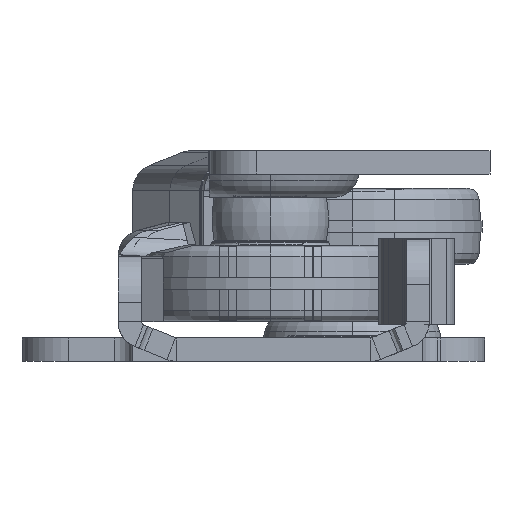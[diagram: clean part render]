
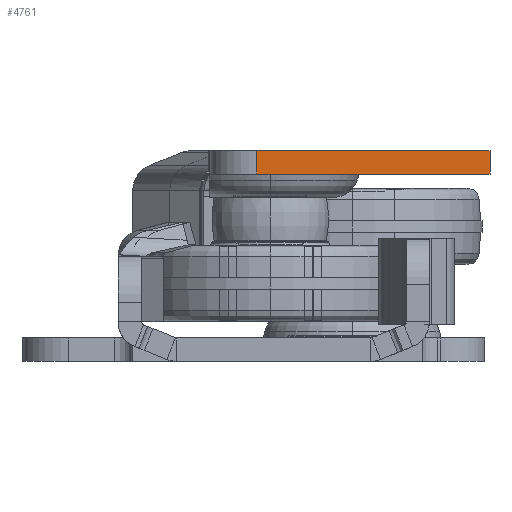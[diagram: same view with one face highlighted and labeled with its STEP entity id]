
A CAD part, left-side view. The second image highlights one B-rep face of the part: STEP entity #4761.
In plain terms, the highlighted face is planar.
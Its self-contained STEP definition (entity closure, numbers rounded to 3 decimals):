
#223 = LINE ( 'NONE', #4223, #4026 ) ;
#562 = PLANE ( 'NONE',  #4574 ) ;
#839 = ORIENTED_EDGE ( 'NONE', *, *, #4557, .T. ) ;
#1426 = EDGE_LOOP ( 'NONE', ( #12236, #839, #4200, #3330 ) ) ;
#1995 = DIRECTION ( 'NONE',  ( 0., -1., 0. ) ) ;
#2411 = DIRECTION ( 'NONE',  ( 0., -1., 0. ) ) ;
#3296 = LINE ( 'NONE', #13917, #8223 ) ;
#3330 = ORIENTED_EDGE ( 'NONE', *, *, #12269, .T. ) ;
#3962 = CARTESIAN_POINT ( 'NONE',  ( 0., -11.75, 0. ) ) ;
#3982 = EDGE_CURVE ( 'NONE', #13380, #4554, #3296, .T. ) ;
#4026 = VECTOR ( 'NONE', #6836, 1000. ) ;
#4192 = CARTESIAN_POINT ( 'NONE',  ( 0., -11.75, -2. ) ) ;
#4200 = ORIENTED_EDGE ( 'NONE', *, *, #9466, .T. ) ;
#4223 = CARTESIAN_POINT ( 'NONE',  ( 0., 8.15, 0. ) ) ;
#4270 = DIRECTION ( 'NONE',  ( 0., 0., 1. ) ) ;
#4554 = VERTEX_POINT ( 'NONE', #3962 ) ;
#4557 = EDGE_CURVE ( 'NONE', #13380, #8107, #223, .T. ) ;
#4574 = AXIS2_PLACEMENT_3D ( 'NONE', #7175, #12653, #15353 ) ;
#4729 = VECTOR ( 'NONE', #2411, 1000. ) ;
#4761 = ADVANCED_FACE ( 'NONE', ( #13873 ), #562, .T. ) ;
#6406 = CARTESIAN_POINT ( 'NONE',  ( 0., 8.15, -2. ) ) ;
#6836 = DIRECTION ( 'NONE',  ( 0., 0., -1. ) ) ;
#7175 = CARTESIAN_POINT ( 'NONE',  ( 0., -11.75, -2. ) ) ;
#8107 = VERTEX_POINT ( 'NONE', #6406 ) ;
#8223 = VECTOR ( 'NONE', #1995, 1000. ) ;
#9172 = CARTESIAN_POINT ( 'NONE',  ( 0., -11.75, -2. ) ) ;
#9336 = CARTESIAN_POINT ( 'NONE',  ( 0., 8.15, 0. ) ) ;
#9466 = EDGE_CURVE ( 'NONE', #8107, #13442, #14564, .T. ) ;
#10068 = VECTOR ( 'NONE', #4270, 1000. ) ;
#10897 = LINE ( 'NONE', #4192, #10068 ) ;
#12236 = ORIENTED_EDGE ( 'NONE', *, *, #3982, .F. ) ;
#12269 = EDGE_CURVE ( 'NONE', #13442, #4554, #10897, .T. ) ;
#12653 = DIRECTION ( 'NONE',  ( -1., 0., 0. ) ) ;
#13380 = VERTEX_POINT ( 'NONE', #9336 ) ;
#13442 = VERTEX_POINT ( 'NONE', #9172 ) ;
#13873 = FACE_OUTER_BOUND ( 'NONE', #1426, .T. ) ;
#13917 = CARTESIAN_POINT ( 'NONE',  ( 0., -11.75, 0. ) ) ;
#14406 = CARTESIAN_POINT ( 'NONE',  ( 0., -11.75, -2. ) ) ;
#14564 = LINE ( 'NONE', #14406, #4729 ) ;
#15353 = DIRECTION ( 'NONE',  ( 0., 0., 1. ) ) ;
